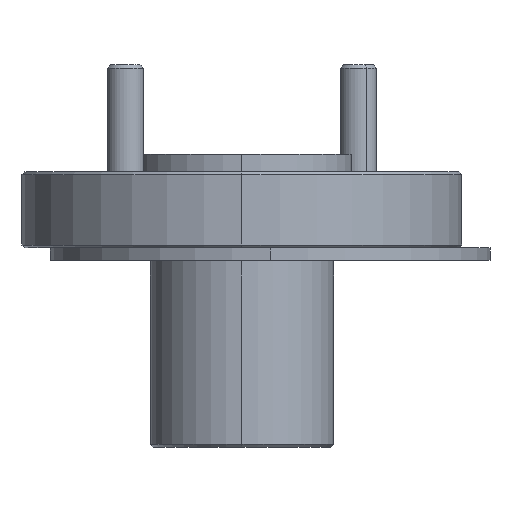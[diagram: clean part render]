
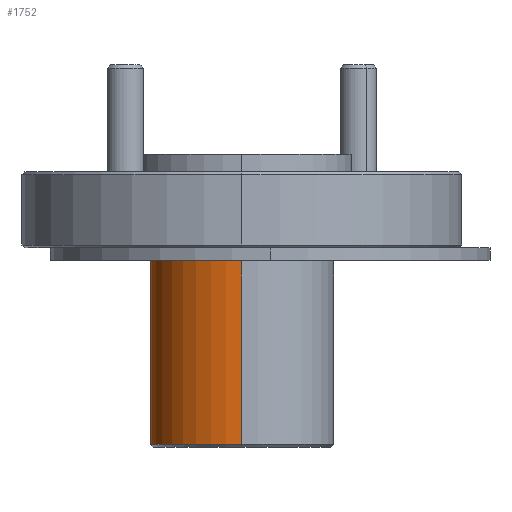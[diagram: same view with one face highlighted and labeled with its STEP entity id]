
A CAD part, left-side view. The second image highlights one B-rep face of the part: STEP entity #1752.
In plain terms, the highlighted cylindrical face has radius 3.975 mm (diameter 7.95 mm), a partial arc.
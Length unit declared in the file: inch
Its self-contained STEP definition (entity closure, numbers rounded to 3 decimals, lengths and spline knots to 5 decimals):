
#2 = EDGE_CURVE ( 'NONE', #1734, #1098, #28, .T. ) ;
#28 = CIRCLE ( 'NONE', #293, 0.1565 ) ;
#69 = CARTESIAN_POINT ( 'NONE',  ( -1.05358, 1.22239, -0.43709 ) ) ;
#90 = FACE_OUTER_BOUND ( 'NONE', #2879, .T. ) ;
#163 = CARTESIAN_POINT ( 'NONE',  ( -0.74058, 1.22239, -0.77209 ) ) ;
#293 = AXIS2_PLACEMENT_3D ( 'NONE', #1973, #618, #2421 ) ;
#421 = CIRCLE ( 'NONE', #2082, 0.1565 ) ;
#471 = CARTESIAN_POINT ( 'NONE',  ( -0.74058, 1.22239, -0.77709 ) ) ;
#572 = EDGE_CURVE ( 'NONE', #1359, #1734, #1715, .T. ) ;
#618 = DIRECTION ( 'NONE',  ( 0., 0., -1. ) ) ;
#672 = CARTESIAN_POINT ( 'NONE',  ( -0.74058, 1.22239, -0.43709 ) ) ;
#843 = VECTOR ( 'NONE', #2054, 39.37008 ) ;
#996 = CARTESIAN_POINT ( 'NONE',  ( -0.89708, 1.22239, -0.77709 ) ) ;
#1018 = VERTEX_POINT ( 'NONE', #163 ) ;
#1098 = VERTEX_POINT ( 'NONE', #672 ) ;
#1301 = ORIENTED_EDGE ( 'NONE', *, *, #2, .T. ) ;
#1359 = VERTEX_POINT ( 'NONE', #2856 ) ;
#1379 = LINE ( 'NONE', #471, #843 ) ;
#1485 = DIRECTION ( 'NONE',  ( 1., 0., 0. ) ) ;
#1580 = CARTESIAN_POINT ( 'NONE',  ( -1.05358, 1.22239, -0.77709 ) ) ;
#1668 = ORIENTED_EDGE ( 'NONE', *, *, #572, .T. ) ;
#1670 = VECTOR ( 'NONE', #2007, 39.37008 ) ;
#1715 = LINE ( 'NONE', #1580, #1670 ) ;
#1734 = VERTEX_POINT ( 'NONE', #69 ) ;
#1752 = ADVANCED_FACE ( 'NONE', ( #90 ), #2578, .T. ) ;
#1880 = EDGE_CURVE ( 'NONE', #1018, #1359, #421, .T. ) ;
#1965 = DIRECTION ( 'NONE',  ( -1., 0., 0. ) ) ;
#1973 = CARTESIAN_POINT ( 'NONE',  ( -0.89708, 1.22239, -0.43709 ) ) ;
#2007 = DIRECTION ( 'NONE',  ( 0., 0., 1. ) ) ;
#2054 = DIRECTION ( 'NONE',  ( 0., 0., 1. ) ) ;
#2082 = AXIS2_PLACEMENT_3D ( 'NONE', #2177, #2654, #1965 ) ;
#2177 = CARTESIAN_POINT ( 'NONE',  ( -0.89708, 1.22239, -0.77209 ) ) ;
#2421 = DIRECTION ( 'NONE',  ( 1., 0., 0. ) ) ;
#2578 = CYLINDRICAL_SURFACE ( 'NONE', #2726, 0.1565 ) ;
#2635 = ORIENTED_EDGE ( 'NONE', *, *, #2922, .F. ) ;
#2654 = DIRECTION ( 'NONE',  ( 0., 0., 1. ) ) ;
#2726 = AXIS2_PLACEMENT_3D ( 'NONE', #996, #2806, #1485 ) ;
#2806 = DIRECTION ( 'NONE',  ( 0., 0., 1. ) ) ;
#2844 = ORIENTED_EDGE ( 'NONE', *, *, #1880, .T. ) ;
#2856 = CARTESIAN_POINT ( 'NONE',  ( -1.05358, 1.22239, -0.77209 ) ) ;
#2879 = EDGE_LOOP ( 'NONE', ( #2844, #1668, #1301, #2635 ) ) ;
#2922 = EDGE_CURVE ( 'NONE', #1018, #1098, #1379, .T. ) ;
